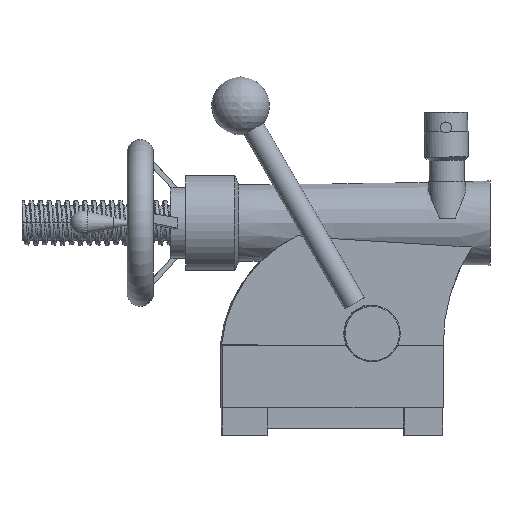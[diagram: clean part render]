
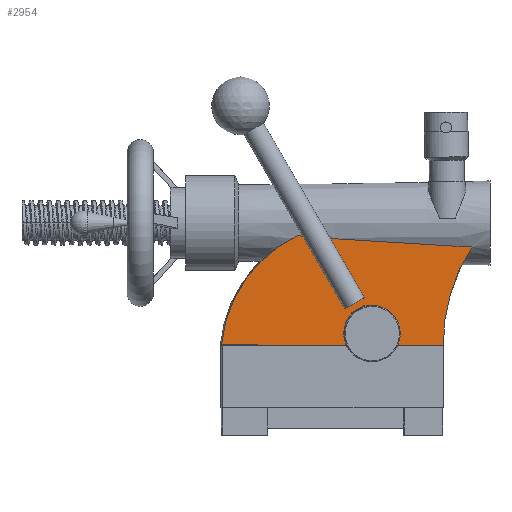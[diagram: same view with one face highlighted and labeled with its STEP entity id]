
A CAD part, left-side view. The second image highlights one B-rep face of the part: STEP entity #2954.
In plain terms, the highlighted planar face has unit normal (-1, -0.016, 0).
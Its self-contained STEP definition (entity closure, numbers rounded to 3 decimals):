
#32=(
BOUNDED_CURVE()
B_SPLINE_CURVE(2,(#10559,#10560,#10561),.UNSPECIFIED.,.F.,.F.)
B_SPLINE_CURVE_WITH_KNOTS((3,3),(4.283,5.889),
 .UNSPECIFIED.)
CURVE()
GEOMETRIC_REPRESENTATION_ITEM()
RATIONAL_B_SPLINE_CURVE((1.,1.,1.))
REPRESENTATION_ITEM('')
);
#33=(
BOUNDED_CURVE()
B_SPLINE_CURVE(2,(#10563,#10564,#10565),.UNSPECIFIED.,.F.,.F.)
B_SPLINE_CURVE_WITH_KNOTS((3,3),(7.719,12.863),
 .UNSPECIFIED.)
CURVE()
GEOMETRIC_REPRESENTATION_ITEM()
RATIONAL_B_SPLINE_CURVE((1.,1.,1.))
REPRESENTATION_ITEM('')
);
#34=(
BOUNDED_CURVE()
B_SPLINE_CURVE(2,(#10567,#10568,#10569),.UNSPECIFIED.,.F.,.F.)
B_SPLINE_CURVE_WITH_KNOTS((3,3),(1.576,2.479),
 .UNSPECIFIED.)
CURVE()
GEOMETRIC_REPRESENTATION_ITEM()
RATIONAL_B_SPLINE_CURVE((1.,1.,1.))
REPRESENTATION_ITEM('')
);
#131=PLANE('',#3242);
#178=FACE_BOUND('',#509,.T.);
#316=FACE_OUTER_BOUND('',#508,.T.);
#508=EDGE_LOOP('',(#2551,#2552,#2553,#2554,#2555,#2556));
#509=EDGE_LOOP('',(#2557));
#613=CIRCLE('',#3243,101.5);
#614=CIRCLE('',#3244,76.134);
#615=CIRCLE('',#3245,6.25);
#935=LINE('',#10751,#1133);
#1133=VECTOR('',#3836,10.);
#1380=VERTEX_POINT('',#10543);
#1381=VERTEX_POINT('',#10558);
#1382=VERTEX_POINT('',#10562);
#1383=VERTEX_POINT('',#10566);
#1412=VERTEX_POINT('',#10738);
#1417=VERTEX_POINT('',#10749);
#1418=VERTEX_POINT('',#10757);
#1759=EDGE_CURVE('',#1380,#1381,#32,.T.);
#1760=EDGE_CURVE('',#1381,#1382,#33,.T.);
#1761=EDGE_CURVE('',#1382,#1383,#34,.T.);
#1811=EDGE_CURVE('',#1412,#1417,#935,.T.);
#1813=EDGE_CURVE('',#1417,#1383,#613,.T.);
#1814=EDGE_CURVE('',#1380,#1412,#614,.T.);
#1815=EDGE_CURVE('',#1418,#1418,#615,.T.);
#2551=ORIENTED_EDGE('',*,*,#1811,.T.);
#2552=ORIENTED_EDGE('',*,*,#1813,.T.);
#2553=ORIENTED_EDGE('',*,*,#1761,.F.);
#2554=ORIENTED_EDGE('',*,*,#1760,.F.);
#2555=ORIENTED_EDGE('',*,*,#1759,.F.);
#2556=ORIENTED_EDGE('',*,*,#1814,.T.);
#2557=ORIENTED_EDGE('',*,*,#1815,.T.);
#2954=ADVANCED_FACE('',(#316,#178),#131,.F.);
#3242=AXIS2_PLACEMENT_3D('',#10754,#3840,#3841);
#3243=AXIS2_PLACEMENT_3D('',#10755,#3842,#3843);
#3244=AXIS2_PLACEMENT_3D('',#10756,#3844,#3845);
#3245=AXIS2_PLACEMENT_3D('',#10758,#3846,#3847);
#3836=DIRECTION('',(0.016,-1.,-0.004));
#3840=DIRECTION('center_axis',(1.,0.016,0.));
#3841=DIRECTION('ref_axis',(0.,0.,1.));
#3842=DIRECTION('center_axis',(1.,0.016,0.));
#3843=DIRECTION('ref_axis',(-0.016,1.,-0.011));
#3844=DIRECTION('center_axis',(-1.,-0.016,0.));
#3845=DIRECTION('ref_axis',(-0.016,0.996,0.087));
#3846=DIRECTION('center_axis',(1.,0.016,0.));
#3847=DIRECTION('ref_axis',(0.,0.,
1.));
#10543=CARTESIAN_POINT('',(-21.06,109.731,-7.315));
#10558=CARTESIAN_POINT('',(-20.734,88.935,-9.051));
#10559=CARTESIAN_POINT('Ctrl Pts',(-21.06,109.731,-7.315));
#10560=CARTESIAN_POINT('Ctrl Pts',(-20.914,100.442,-8.183));
#10561=CARTESIAN_POINT('Ctrl Pts',(-20.734,88.935,-9.051));
#10562=CARTESIAN_POINT('',(-19.644,19.455,-13.294));
#10563=CARTESIAN_POINT('Ctrl Pts',(-20.734,88.935,-9.051));
#10564=CARTESIAN_POINT('Ctrl Pts',(-20.293,60.817,-11.173));
#10565=CARTESIAN_POINT('Ctrl Pts',(-19.644,19.455,-13.294));
#10566=CARTESIAN_POINT('',(-19.501,10.337,-13.754));
#10567=CARTESIAN_POINT('Ctrl Pts',(-19.644,19.455,-13.294));
#10568=CARTESIAN_POINT('Ctrl Pts',(-19.574,14.974,-13.524));
#10569=CARTESIAN_POINT('Ctrl Pts',(-19.501,10.337,-13.754));
#10738=CARTESIAN_POINT('',(-21.74,153.106,-69.593));
#10749=CARTESIAN_POINT('',(-19.757,26.623,-70.045));
#10751=CARTESIAN_POINT('',(-19.757,26.623,-70.045));
#10754=CARTESIAN_POINT('Origin',(-21.145,115.187,-34.886));
#10755=CARTESIAN_POINT('Origin',(-18.166,-74.858,-68.91));
#10756=CARTESIAN_POINT('Origin',(-20.551,77.267,-76.179));
#10757=CARTESIAN_POINT('',(-20.4,67.618,-69.395));
#10758=CARTESIAN_POINT('Origin',(-20.4,67.618,-63.145));
